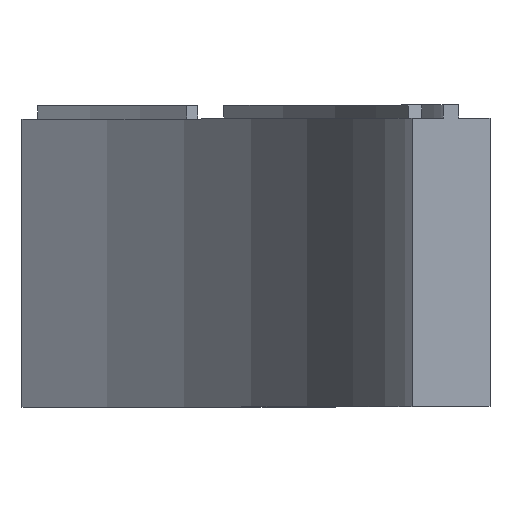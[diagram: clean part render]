
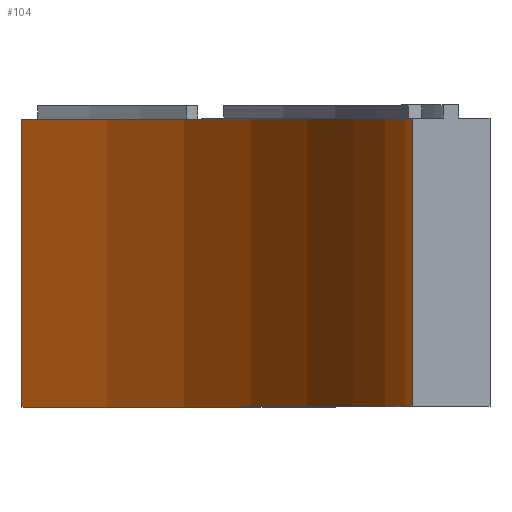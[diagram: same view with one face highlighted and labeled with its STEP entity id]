
A CAD part, top view. The second image highlights one B-rep face of the part: STEP entity #104.
In plain terms, the highlighted cylindrical face has radius 150 mm (diameter 300 mm), a partial arc.
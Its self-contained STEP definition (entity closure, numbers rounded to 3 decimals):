
#16 = CARTESIAN_POINT ( 'NONE',  ( 150., 55.4, 0. ) ) ;
#35 = AXIS2_PLACEMENT_3D ( 'NONE', #1017, #55, #437 ) ;
#55 = DIRECTION ( 'NONE',  ( 0., -1., 0. ) ) ;
#86 = VECTOR ( 'NONE', #963, 1000. ) ;
#104 = ADVANCED_FACE ( 'NONE', ( #683 ), #940, .F. ) ;
#121 = VERTEX_POINT ( 'NONE', #320 ) ;
#122 = DIRECTION ( 'NONE',  ( 0., 0., -1. ) ) ;
#172 = LINE ( 'NONE', #864, #888 ) ;
#221 = CARTESIAN_POINT ( 'NONE',  ( 75., 0., -129.904 ) ) ;
#257 = CARTESIAN_POINT ( 'NONE',  ( 75., 55.4, -129.904 ) ) ;
#261 = AXIS2_PLACEMENT_3D ( 'NONE', #372, #306, #122 ) ;
#286 = ORIENTED_EDGE ( 'NONE', *, *, #542, .T. ) ;
#299 = CARTESIAN_POINT ( 'NONE',  ( 0., 55.4, 0. ) ) ;
#306 = DIRECTION ( 'NONE',  ( 0., -1., 0. ) ) ;
#319 = DIRECTION ( 'NONE',  ( 0., -1., 0. ) ) ;
#320 = CARTESIAN_POINT ( 'NONE',  ( 150., 55.4, 0. ) ) ;
#327 = AXIS2_PLACEMENT_3D ( 'NONE', #299, #779, #930 ) ;
#371 = ORIENTED_EDGE ( 'NONE', *, *, #995, .F. ) ;
#372 = CARTESIAN_POINT ( 'NONE',  ( 0., 55.4, 0. ) ) ;
#405 = VERTEX_POINT ( 'NONE', #257 ) ;
#437 = DIRECTION ( 'NONE',  ( 0., 0., -1. ) ) ;
#488 = VERTEX_POINT ( 'NONE', #221 ) ;
#534 = VERTEX_POINT ( 'NONE', #788 ) ;
#542 = EDGE_CURVE ( 'NONE', #405, #488, #172, .T. ) ;
#643 = LINE ( 'NONE', #16, #86 ) ;
#657 = CIRCLE ( 'NONE', #35, 150. ) ;
#683 = FACE_OUTER_BOUND ( 'NONE', #764, .T. ) ;
#702 = ORIENTED_EDGE ( 'NONE', *, *, #816, .T. ) ;
#707 = CIRCLE ( 'NONE', #261, 150. ) ;
#746 = ORIENTED_EDGE ( 'NONE', *, *, #780, .F. ) ;
#764 = EDGE_LOOP ( 'NONE', ( #702, #371, #746, #286 ) ) ;
#779 = DIRECTION ( 'NONE',  ( 0., -1., 0. ) ) ;
#780 = EDGE_CURVE ( 'NONE', #405, #121, #707, .T. ) ;
#788 = CARTESIAN_POINT ( 'NONE',  ( 150., 0., 0. ) ) ;
#816 = EDGE_CURVE ( 'NONE', #488, #534, #657, .T. ) ;
#864 = CARTESIAN_POINT ( 'NONE',  ( 75., 55.4, -129.904 ) ) ;
#888 = VECTOR ( 'NONE', #319, 1000. ) ;
#930 = DIRECTION ( 'NONE',  ( 0., 0., -1. ) ) ;
#940 = CYLINDRICAL_SURFACE ( 'NONE', #327, 150. ) ;
#963 = DIRECTION ( 'NONE',  ( 0., -1., 0. ) ) ;
#995 = EDGE_CURVE ( 'NONE', #121, #534, #643, .T. ) ;
#1017 = CARTESIAN_POINT ( 'NONE',  ( 0., 0., 0. ) ) ;
